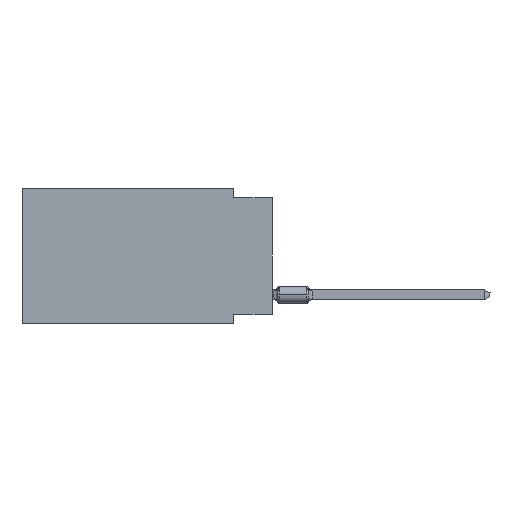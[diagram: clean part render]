
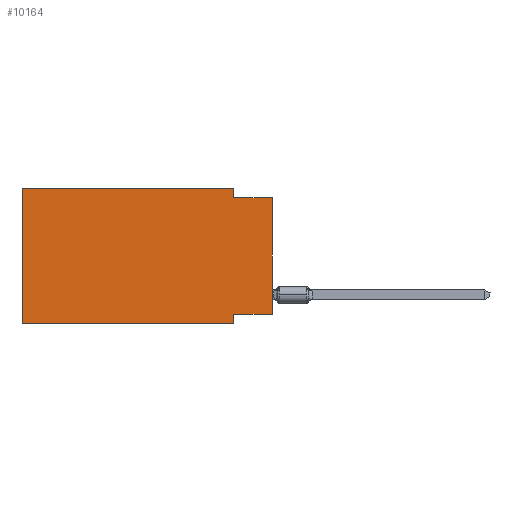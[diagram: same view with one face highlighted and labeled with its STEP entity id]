
A CAD part, left-side view. The second image highlights one B-rep face of the part: STEP entity #10164.
In plain terms, the highlighted planar face has unit normal (-1, 0, 0).
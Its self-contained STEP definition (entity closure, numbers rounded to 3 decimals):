
#1555 = CARTESIAN_POINT ( 'NONE',  ( 0., 16.383, 0. ) ) ;
#2602 = CARTESIAN_POINT ( 'NONE',  ( 0., 0., -0.635 ) ) ;
#2634 = DIRECTION ( 'NONE',  ( 0., 0., -1. ) ) ;
#2678 = VECTOR ( 'NONE', #22897, 1000. ) ;
#2807 = CARTESIAN_POINT ( 'NONE',  ( 0., 16.383, -8.89 ) ) ;
#4080 = ORIENTED_EDGE ( 'NONE', *, *, #14682, .T. ) ;
#4431 = CARTESIAN_POINT ( 'NONE',  ( 0., 2.54, -8.89 ) ) ;
#4467 = ORIENTED_EDGE ( 'NONE', *, *, #40299, .F. ) ;
#5627 = VERTEX_POINT ( 'NONE', #6029 ) ;
#5837 = VECTOR ( 'NONE', #2634, 1000. ) ;
#6029 = CARTESIAN_POINT ( 'NONE',  ( 0., 2.54, 0. ) ) ;
#6167 = DIRECTION ( 'NONE',  ( 0., 0., 1. ) ) ;
#6579 = LINE ( 'NONE', #35934, #24501 ) ;
#6670 = VERTEX_POINT ( 'NONE', #2807 ) ;
#9924 = CARTESIAN_POINT ( 'NONE',  ( 0., 0., 0. ) ) ;
#10164 = ADVANCED_FACE ( 'NONE', ( #42126 ), #17471, .F. ) ;
#11880 = DIRECTION ( 'NONE',  ( 0., -1., 0. ) ) ;
#13082 = AXIS2_PLACEMENT_3D ( 'NONE', #61201, #36510, #37425 ) ;
#13215 = LINE ( 'NONE', #4431, #2678 ) ;
#14682 = EDGE_CURVE ( 'NONE', #57934, #29218, #52726, .T. ) ;
#15148 = VERTEX_POINT ( 'NONE', #55358 ) ;
#16139 = VERTEX_POINT ( 'NONE', #45659 ) ;
#17151 = ORIENTED_EDGE ( 'NONE', *, *, #17517, .T. ) ;
#17471 = PLANE ( 'NONE',  #13082 ) ;
#17517 = EDGE_CURVE ( 'NONE', #6670, #19352, #31687, .T. ) ;
#18431 = ORIENTED_EDGE ( 'NONE', *, *, #59635, .F. ) ;
#19352 = VERTEX_POINT ( 'NONE', #37139 ) ;
#20634 = DIRECTION ( 'NONE',  ( 0., 0., 1. ) ) ;
#22897 = DIRECTION ( 'NONE',  ( 0., 0., -1. ) ) ;
#24501 = VECTOR ( 'NONE', #11880, 1000. ) ;
#25303 = LINE ( 'NONE', #1555, #32157 ) ;
#25808 = CARTESIAN_POINT ( 'NONE',  ( 0., 0., -8.255 ) ) ;
#27592 = LINE ( 'NONE', #40406, #58012 ) ;
#27594 = VECTOR ( 'NONE', #37283, 1000. ) ;
#29218 = VERTEX_POINT ( 'NONE', #2602 ) ;
#31687 = LINE ( 'NONE', #56339, #27594 ) ;
#32157 = VECTOR ( 'NONE', #20634, 1000. ) ;
#33390 = ORIENTED_EDGE ( 'NONE', *, *, #38357, .F. ) ;
#35419 = CARTESIAN_POINT ( 'NONE',  ( 0., 2.54, 0. ) ) ;
#35934 = CARTESIAN_POINT ( 'NONE',  ( 0., 16.383, 0. ) ) ;
#36510 = DIRECTION ( 'NONE',  ( 1., 0., 0. ) ) ;
#37139 = CARTESIAN_POINT ( 'NONE',  ( 0., 2.54, -8.89 ) ) ;
#37283 = DIRECTION ( 'NONE',  ( 0., -1., 0. ) ) ;
#37425 = DIRECTION ( 'NONE',  ( 0., 0., -1. ) ) ;
#38302 = ORIENTED_EDGE ( 'NONE', *, *, #43877, .F. ) ;
#38357 = EDGE_CURVE ( 'NONE', #6670, #16139, #25303, .T. ) ;
#39842 = DIRECTION ( 'NONE',  ( 0., 1., 0. ) ) ;
#40299 = EDGE_CURVE ( 'NONE', #57934, #15148, #40468, .T. ) ;
#40406 = CARTESIAN_POINT ( 'NONE',  ( 0., 0., -0.635 ) ) ;
#40468 = LINE ( 'NONE', #53903, #46271 ) ;
#41280 = EDGE_LOOP ( 'NONE', ( #4080, #50243, #57366, #38302, #33390, #17151, #18431, #4467 ) ) ;
#42126 = FACE_OUTER_BOUND ( 'NONE', #41280, .T. ) ;
#43877 = EDGE_CURVE ( 'NONE', #16139, #5627, #6579, .T. ) ;
#45659 = CARTESIAN_POINT ( 'NONE',  ( 0., 16.383, 0. ) ) ;
#46271 = VECTOR ( 'NONE', #39842, 1000. ) ;
#47554 = EDGE_CURVE ( 'NONE', #5627, #60103, #59190, .T. ) ;
#50243 = ORIENTED_EDGE ( 'NONE', *, *, #50733, .F. ) ;
#50733 = EDGE_CURVE ( 'NONE', #60103, #29218, #27592, .T. ) ;
#51026 = DIRECTION ( 'NONE',  ( 0., -1., 0. ) ) ;
#51357 = VECTOR ( 'NONE', #6167, 1000. ) ;
#52726 = LINE ( 'NONE', #9924, #51357 ) ;
#53903 = CARTESIAN_POINT ( 'NONE',  ( 0., 0., -8.255 ) ) ;
#55358 = CARTESIAN_POINT ( 'NONE',  ( 0., 2.54, -8.255 ) ) ;
#56339 = CARTESIAN_POINT ( 'NONE',  ( 0., 16.383, -8.89 ) ) ;
#57366 = ORIENTED_EDGE ( 'NONE', *, *, #47554, .F. ) ;
#57934 = VERTEX_POINT ( 'NONE', #25808 ) ;
#58012 = VECTOR ( 'NONE', #51026, 1000. ) ;
#59190 = LINE ( 'NONE', #35419, #5837 ) ;
#59635 = EDGE_CURVE ( 'NONE', #15148, #19352, #13215, .T. ) ;
#60103 = VERTEX_POINT ( 'NONE', #61767 ) ;
#61201 = CARTESIAN_POINT ( 'NONE',  ( 0., 16.383, 0. ) ) ;
#61767 = CARTESIAN_POINT ( 'NONE',  ( 0., 2.54, -0.635 ) ) ;
